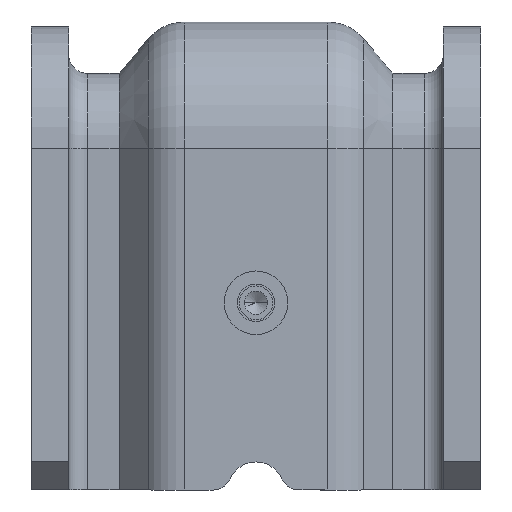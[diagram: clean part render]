
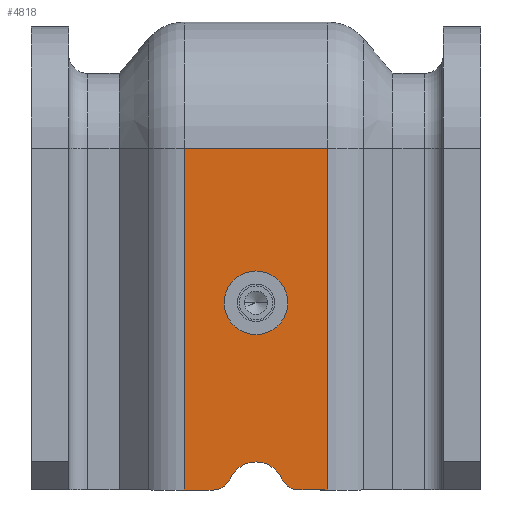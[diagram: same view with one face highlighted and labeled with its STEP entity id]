
A CAD part, front view. The second image highlights one B-rep face of the part: STEP entity #4818.
In plain terms, the highlighted planar face has unit normal (0, -1, 0).
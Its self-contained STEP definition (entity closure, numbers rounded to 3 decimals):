
#99 = AXIS2_PLACEMENT_3D ( 'NONE', #1495, #3408, #5307 ) ;
#107 = VECTOR ( 'NONE', #5406, 1000. ) ;
#166 = CARTESIAN_POINT ( 'NONE',  ( -7.668, -22., -13.5 ) ) ;
#261 = ORIENTED_EDGE ( 'NONE', *, *, #3003, .F. ) ;
#265 = EDGE_CURVE ( 'NONE', #1043, #585, #3013, .T. ) ;
#585 = VERTEX_POINT ( 'NONE', #4778 ) ;
#785 = EDGE_CURVE ( 'NONE', #2473, #1043, #1173, .T. ) ;
#795 = VERTEX_POINT ( 'NONE', #4538 ) ;
#797 = ORIENTED_EDGE ( 'NONE', *, *, #785, .T. ) ;
#813 = CARTESIAN_POINT ( 'NONE',  ( 0., -22., -50. ) ) ;
#900 = CARTESIAN_POINT ( 'NONE',  ( 0., -22., -33.4 ) ) ;
#964 = LINE ( 'NONE', #997, #2048 ) ;
#994 = CARTESIAN_POINT ( 'NONE',  ( -2.75, -22., -48.8 ) ) ;
#997 = CARTESIAN_POINT ( 'NONE',  ( 7.668, -22., -13.5 ) ) ;
#1043 = VERTEX_POINT ( 'NONE', #5287 ) ;
#1045 = VERTEX_POINT ( 'NONE', #3358 ) ;
#1052 = CIRCLE ( 'NONE', #5706, 3. ) ;
#1173 = LINE ( 'NONE', #1198, #107 ) ;
#1198 = CARTESIAN_POINT ( 'NONE',  ( 0., -22., -13.5 ) ) ;
#1269 = VECTOR ( 'NONE', #4022, 1000. ) ;
#1384 = FACE_BOUND ( 'NONE', #3618, .T. ) ;
#1495 = CARTESIAN_POINT ( 'NONE',  ( -4.583, -22., -48. ) ) ;
#1540 = EDGE_CURVE ( 'NONE', #3895, #585, #3825, .T. ) ;
#1669 = ORIENTED_EDGE ( 'NONE', *, *, #4400, .F. ) ;
#1786 = EDGE_CURVE ( 'NONE', #4415, #3895, #2287, .T. ) ;
#1802 = EDGE_LOOP ( 'NONE', ( #5163, #1669, #2105, #261, #797, #4787, #3796, #5102 ) ) ;
#1828 = AXIS2_PLACEMENT_3D ( 'NONE', #2193, #2695, #2664 ) ;
#1867 = DIRECTION ( 'NONE',  ( 0., 0., -1. ) ) ;
#1878 = CARTESIAN_POINT ( 'NONE',  ( 0., -22., -50. ) ) ;
#1925 = DIRECTION ( 'NONE',  ( 0., 1., 0. ) ) ;
#2048 = VECTOR ( 'NONE', #3932, 1000. ) ;
#2105 = ORIENTED_EDGE ( 'NONE', *, *, #3419, .F. ) ;
#2193 = CARTESIAN_POINT ( 'NONE',  ( 0., -22., -30. ) ) ;
#2287 = CIRCLE ( 'NONE', #99, 2. ) ;
#2292 = DIRECTION ( 'NONE',  ( -1., 0., 0. ) ) ;
#2473 = VERTEX_POINT ( 'NONE', #5823 ) ;
#2664 = DIRECTION ( 'NONE',  ( 0., 0., 1. ) ) ;
#2695 = DIRECTION ( 'NONE',  ( 0., -1., 0. ) ) ;
#3003 = EDGE_CURVE ( 'NONE', #2473, #1045, #964, .T. ) ;
#3013 = LINE ( 'NONE', #166, #1269 ) ;
#3170 = DIRECTION ( 'NONE',  ( 0., -1., 0. ) ) ;
#3175 = CARTESIAN_POINT ( 'NONE',  ( -4.583, -22., -50. ) ) ;
#3261 = EDGE_CURVE ( 'NONE', #5774, #4336, #6085, .T. ) ;
#3323 = LINE ( 'NONE', #1878, #5320 ) ;
#3358 = CARTESIAN_POINT ( 'NONE',  ( 7.668, -22., -50. ) ) ;
#3408 = DIRECTION ( 'NONE',  ( 0., 1., 0. ) ) ;
#3419 = EDGE_CURVE ( 'NONE', #1045, #795, #3323, .T. ) ;
#3468 = CARTESIAN_POINT ( 'NONE',  ( 2.75, -22., -48.8 ) ) ;
#3534 = CIRCLE ( 'NONE', #4628, 2. ) ;
#3618 = EDGE_LOOP ( 'NONE', ( #3708, #3637 ) ) ;
#3637 = ORIENTED_EDGE ( 'NONE', *, *, #4210, .F. ) ;
#3708 = ORIENTED_EDGE ( 'NONE', *, *, #3261, .F. ) ;
#3762 = CARTESIAN_POINT ( 'NONE',  ( 0., -22., -50. ) ) ;
#3796 = ORIENTED_EDGE ( 'NONE', *, *, #1540, .F. ) ;
#3822 = DIRECTION ( 'NONE',  ( 0., 1., 0. ) ) ;
#3825 = LINE ( 'NONE', #3762, #6144 ) ;
#3895 = VERTEX_POINT ( 'NONE', #3175 ) ;
#3911 = AXIS2_PLACEMENT_3D ( 'NONE', #5256, #4786, #6086 ) ;
#3932 = DIRECTION ( 'NONE',  ( 0., 0., -1. ) ) ;
#4022 = DIRECTION ( 'NONE',  ( 0., 0., -1. ) ) ;
#4210 = EDGE_CURVE ( 'NONE', #4336, #5774, #5127, .T. ) ;
#4336 = VERTEX_POINT ( 'NONE', #900 ) ;
#4400 = EDGE_CURVE ( 'NONE', #795, #4463, #3534, .T. ) ;
#4415 = VERTEX_POINT ( 'NONE', #994 ) ;
#4463 = VERTEX_POINT ( 'NONE', #3468 ) ;
#4538 = CARTESIAN_POINT ( 'NONE',  ( 4.583, -22., -50. ) ) ;
#4628 = AXIS2_PLACEMENT_3D ( 'NONE', #5724, #1925, #5683 ) ;
#4745 = PLANE ( 'NONE',  #5209 ) ;
#4778 = CARTESIAN_POINT ( 'NONE',  ( -7.668, -22., -50. ) ) ;
#4786 = DIRECTION ( 'NONE',  ( 0., -1., 0. ) ) ;
#4787 = ORIENTED_EDGE ( 'NONE', *, *, #265, .T. ) ;
#4818 = ADVANCED_FACE ( 'NONE', ( #1384, #6146 ), #4745, .F. ) ;
#5102 = ORIENTED_EDGE ( 'NONE', *, *, #1786, .F. ) ;
#5127 = CIRCLE ( 'NONE', #1828, 3.4 ) ;
#5163 = ORIENTED_EDGE ( 'NONE', *, *, #5430, .F. ) ;
#5164 = CARTESIAN_POINT ( 'NONE',  ( 0., -22., -13.5 ) ) ;
#5209 = AXIS2_PLACEMENT_3D ( 'NONE', #5164, #3822, #5715 ) ;
#5256 = CARTESIAN_POINT ( 'NONE',  ( 0., -22., -30. ) ) ;
#5287 = CARTESIAN_POINT ( 'NONE',  ( -7.668, -22., -13.5 ) ) ;
#5307 = DIRECTION ( 'NONE',  ( 0., 0., 1. ) ) ;
#5320 = VECTOR ( 'NONE', #2292, 1000. ) ;
#5394 = CARTESIAN_POINT ( 'NONE',  ( 0., -22., -26.6 ) ) ;
#5406 = DIRECTION ( 'NONE',  ( -1., 0., 0. ) ) ;
#5430 = EDGE_CURVE ( 'NONE', #4463, #4415, #1052, .T. ) ;
#5653 = DIRECTION ( 'NONE',  ( -1., 0., 0. ) ) ;
#5683 = DIRECTION ( 'NONE',  ( 0., 0., -1. ) ) ;
#5706 = AXIS2_PLACEMENT_3D ( 'NONE', #813, #3170, #1867 ) ;
#5715 = DIRECTION ( 'NONE',  ( 0., 0., -1. ) ) ;
#5724 = CARTESIAN_POINT ( 'NONE',  ( 4.583, -22., -48. ) ) ;
#5774 = VERTEX_POINT ( 'NONE', #5394 ) ;
#5823 = CARTESIAN_POINT ( 'NONE',  ( 7.668, -22., -13.5 ) ) ;
#6085 = CIRCLE ( 'NONE', #3911, 3.4 ) ;
#6086 = DIRECTION ( 'NONE',  ( 0., 0., 1. ) ) ;
#6144 = VECTOR ( 'NONE', #5653, 1000. ) ;
#6146 = FACE_OUTER_BOUND ( 'NONE', #1802, .T. ) ;
